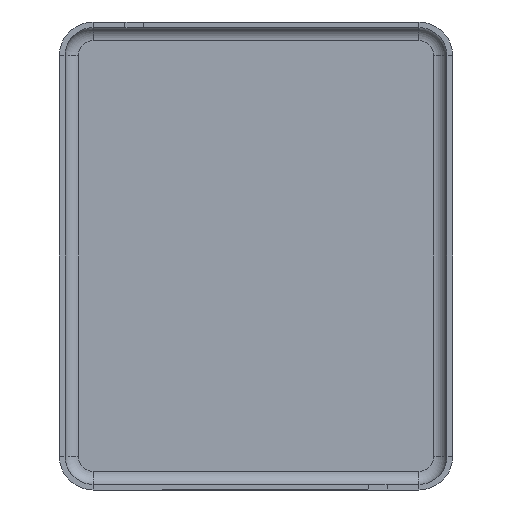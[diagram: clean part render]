
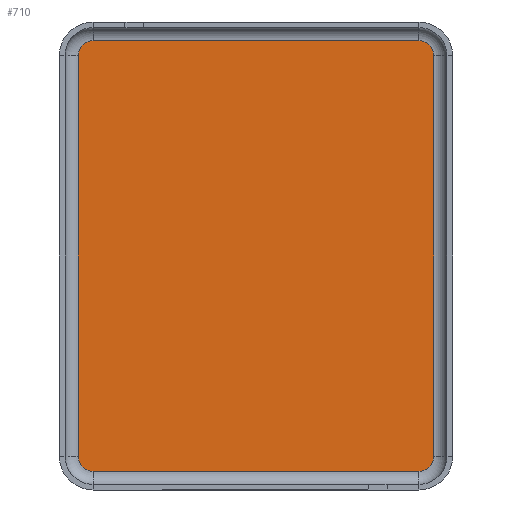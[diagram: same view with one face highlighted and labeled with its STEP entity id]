
A CAD part, front view. The second image highlights one B-rep face of the part: STEP entity #710.
In plain terms, the highlighted planar face has unit normal (0, -1, 0).
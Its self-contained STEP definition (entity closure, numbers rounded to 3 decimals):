
#31 = CARTESIAN_POINT ( 'NONE',  ( -8.7, -0.3, 10.7 ) ) ;
#35 = DIRECTION ( 'NONE',  ( 0., 1., 0. ) ) ;
#41 = AXIS2_PLACEMENT_3D ( 'NONE', #703, #355, #238 ) ;
#51 = CARTESIAN_POINT ( 'NONE',  ( 8.7, -0.3, 10.7 ) ) ;
#103 = CARTESIAN_POINT ( 'NONE',  ( 8.7, -0.3, 11.5 ) ) ;
#117 = EDGE_CURVE ( 'NONE', #258, #808, #260, .T. ) ;
#174 = EDGE_CURVE ( 'NONE', #1090, #283, #939, .T. ) ;
#181 = CIRCLE ( 'NONE', #41, 0.8 ) ;
#191 = LINE ( 'NONE', #374, #596 ) ;
#219 = VECTOR ( 'NONE', #564, 1000. ) ;
#238 = DIRECTION ( 'NONE',  ( 0., 0., 1. ) ) ;
#253 = DIRECTION ( 'NONE',  ( 0., 0., 1. ) ) ;
#258 = VERTEX_POINT ( 'NONE', #1328 ) ;
#260 = LINE ( 'NONE', #712, #1119 ) ;
#261 = DIRECTION ( 'NONE',  ( 0., 0., -1. ) ) ;
#262 = CARTESIAN_POINT ( 'NONE',  ( 8.7, -0.3, 10.7 ) ) ;
#283 = VERTEX_POINT ( 'NONE', #103 ) ;
#355 = DIRECTION ( 'NONE',  ( 0., 1., 0. ) ) ;
#372 = EDGE_CURVE ( 'NONE', #808, #1090, #1131, .T. ) ;
#374 = CARTESIAN_POINT ( 'NONE',  ( 9.5, -0.3, 10.7 ) ) ;
#409 = CIRCLE ( 'NONE', #1329, 0.8 ) ;
#418 = FACE_OUTER_BOUND ( 'NONE', #1369, .T. ) ;
#425 = DIRECTION ( 'NONE',  ( 1., 0., 0. ) ) ;
#447 = DIRECTION ( 'NONE',  ( 0., 0., -1. ) ) ;
#452 = ORIENTED_EDGE ( 'NONE', *, *, #1062, .F. ) ;
#462 = CARTESIAN_POINT ( 'NONE',  ( 9.5, -0.3, -10.7 ) ) ;
#475 = CARTESIAN_POINT ( 'NONE',  ( 8.7, -0.3, -11.5 ) ) ;
#504 = ORIENTED_EDGE ( 'NONE', *, *, #753, .F. ) ;
#528 = AXIS2_PLACEMENT_3D ( 'NONE', #262, #1126, #447 ) ;
#564 = DIRECTION ( 'NONE',  ( -1., 0., 0. ) ) ;
#566 = VECTOR ( 'NONE', #425, 1000. ) ;
#587 = DIRECTION ( 'NONE',  ( 0., 1., 0. ) ) ;
#588 = DIRECTION ( 'NONE',  ( 0., 0., 1. ) ) ;
#596 = VECTOR ( 'NONE', #261, 1000. ) ;
#599 = VERTEX_POINT ( 'NONE', #462 ) ;
#617 = ORIENTED_EDGE ( 'NONE', *, *, #1277, .F. ) ;
#703 = CARTESIAN_POINT ( 'NONE',  ( 8.7, -0.3, -10.7 ) ) ;
#710 = ADVANCED_FACE ( 'NONE', ( #418 ), #1274, .T. ) ;
#712 = CARTESIAN_POINT ( 'NONE',  ( -9.5, -0.3, -10.7 ) ) ;
#725 = DIRECTION ( 'NONE',  ( 0., 0., 1. ) ) ;
#726 = ORIENTED_EDGE ( 'NONE', *, *, #174, .F. ) ;
#753 = EDGE_CURVE ( 'NONE', #599, #1043, #181, .T. ) ;
#780 = AXIS2_PLACEMENT_3D ( 'NONE', #1388, #1292, #725 ) ;
#790 = CARTESIAN_POINT ( 'NONE',  ( 8.7, -0.3, -11.5 ) ) ;
#808 = VERTEX_POINT ( 'NONE', #1284 ) ;
#816 = LINE ( 'NONE', #790, #219 ) ;
#895 = CARTESIAN_POINT ( 'NONE',  ( -8.7, -0.3, -11.5 ) ) ;
#911 = ORIENTED_EDGE ( 'NONE', *, *, #1418, .F. ) ;
#939 = LINE ( 'NONE', #1325, #566 ) ;
#953 = CARTESIAN_POINT ( 'NONE',  ( 9.5, -0.3, 10.7 ) ) ;
#1026 = EDGE_CURVE ( 'NONE', #283, #1429, #409, .T. ) ;
#1043 = VERTEX_POINT ( 'NONE', #475 ) ;
#1052 = CARTESIAN_POINT ( 'NONE',  ( -8.7, -0.3, 11.5 ) ) ;
#1062 = EDGE_CURVE ( 'NONE', #1429, #599, #191, .T. ) ;
#1090 = VERTEX_POINT ( 'NONE', #1052 ) ;
#1119 = VECTOR ( 'NONE', #588, 1000. ) ;
#1126 = DIRECTION ( 'NONE',  ( 0., -1., 0. ) ) ;
#1131 = CIRCLE ( 'NONE', #1409, 0.8 ) ;
#1134 = ORIENTED_EDGE ( 'NONE', *, *, #372, .F. ) ;
#1135 = ORIENTED_EDGE ( 'NONE', *, *, #1026, .F. ) ;
#1157 = DIRECTION ( 'NONE',  ( 0., 0., 1. ) ) ;
#1171 = ORIENTED_EDGE ( 'NONE', *, *, #117, .F. ) ;
#1175 = CIRCLE ( 'NONE', #780, 0.8 ) ;
#1274 = PLANE ( 'NONE',  #528 ) ;
#1277 = EDGE_CURVE ( 'NONE', #1043, #1300, #816, .T. ) ;
#1284 = CARTESIAN_POINT ( 'NONE',  ( -9.5, -0.3, 10.7 ) ) ;
#1292 = DIRECTION ( 'NONE',  ( 0., 1., 0. ) ) ;
#1300 = VERTEX_POINT ( 'NONE', #895 ) ;
#1325 = CARTESIAN_POINT ( 'NONE',  ( -8.7, -0.3, 11.5 ) ) ;
#1328 = CARTESIAN_POINT ( 'NONE',  ( -9.5, -0.3, -10.7 ) ) ;
#1329 = AXIS2_PLACEMENT_3D ( 'NONE', #51, #587, #1157 ) ;
#1369 = EDGE_LOOP ( 'NONE', ( #1135, #726, #1134, #1171, #911, #617, #504, #452 ) ) ;
#1388 = CARTESIAN_POINT ( 'NONE',  ( -8.7, -0.3, -10.7 ) ) ;
#1409 = AXIS2_PLACEMENT_3D ( 'NONE', #31, #35, #253 ) ;
#1418 = EDGE_CURVE ( 'NONE', #1300, #258, #1175, .T. ) ;
#1429 = VERTEX_POINT ( 'NONE', #953 ) ;
